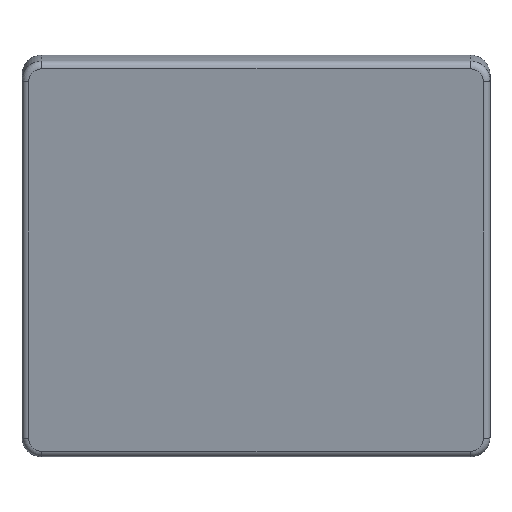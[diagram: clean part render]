
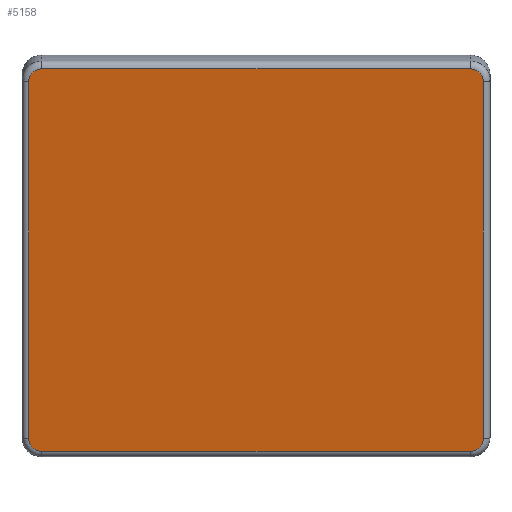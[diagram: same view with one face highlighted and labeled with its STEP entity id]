
A CAD part, top view. The second image highlights one B-rep face of the part: STEP entity #5158.
In plain terms, the highlighted planar face has unit normal (0, -0.174, 0.985).
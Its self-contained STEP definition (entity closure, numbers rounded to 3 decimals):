
#256 = EDGE_CURVE ( 'NONE', #3722, #614, #4293, .T. ) ;
#350 = DIRECTION ( 'NONE',  ( 0., -0.985, -0.174 ) ) ;
#388 = DIRECTION ( 'NONE',  ( -1., 0., 0. ) ) ;
#614 = VERTEX_POINT ( 'NONE', #2782 ) ;
#631 = DIRECTION ( 'NONE',  ( 0., -0.985, -0.174 ) ) ;
#798 = DIRECTION ( 'NONE',  ( 0., -0.174, 0.985 ) ) ;
#821 = VECTOR ( 'NONE', #388, 1000. ) ;
#951 = AXIS2_PLACEMENT_3D ( 'NONE', #1177, #2544, #631 ) ;
#1128 = VECTOR ( 'NONE', #5799, 1000. ) ;
#1177 = CARTESIAN_POINT ( 'NONE',  ( -64.5, -54.937, 20.994 ) ) ;
#1208 = LINE ( 'NONE', #2510, #1128 ) ;
#1466 = ORIENTED_EDGE ( 'NONE', *, *, #2404, .T. ) ;
#1494 = PLANE ( 'NONE',  #3894 ) ;
#1529 = ORIENTED_EDGE ( 'NONE', *, *, #256, .T. ) ;
#1548 = CARTESIAN_POINT ( 'NONE',  ( 68.4, 52.407, 39.922 ) ) ;
#1694 = ORIENTED_EDGE ( 'NONE', *, *, #4295, .T. ) ;
#1770 = CIRCLE ( 'NONE', #8029, 3.9 ) ;
#1864 = DIRECTION ( 'NONE',  ( 0., -0.174, 0.985 ) ) ;
#1871 = EDGE_CURVE ( 'NONE', #3385, #6390, #6186, .T. ) ;
#2033 = CIRCLE ( 'NONE', #3757, 3.9 ) ;
#2293 = CARTESIAN_POINT ( 'NONE',  ( 64.5, -58.778, 20.317 ) ) ;
#2404 = EDGE_CURVE ( 'NONE', #614, #3385, #1770, .T. ) ;
#2418 = VERTEX_POINT ( 'NONE', #7335 ) ;
#2510 = CARTESIAN_POINT ( 'NONE',  ( -68.4, 52.407, 39.922 ) ) ;
#2544 = DIRECTION ( 'NONE',  ( 0., -0.174, 0.985 ) ) ;
#2646 = EDGE_CURVE ( 'NONE', #3969, #3910, #6745, .T. ) ;
#2702 = EDGE_CURVE ( 'NONE', #6109, #3722, #5358, .T. ) ;
#2737 = FACE_OUTER_BOUND ( 'NONE', #7754, .T. ) ;
#2782 = CARTESIAN_POINT ( 'NONE',  ( 64.5, -58.778, 20.317 ) ) ;
#3376 = AXIS2_PLACEMENT_3D ( 'NONE', #6581, #6079, #350 ) ;
#3385 = VERTEX_POINT ( 'NONE', #7741 ) ;
#3441 = CARTESIAN_POINT ( 'NONE',  ( 64.5, 56.248, 40.599 ) ) ;
#3722 = VERTEX_POINT ( 'NONE', #4960 ) ;
#3757 = AXIS2_PLACEMENT_3D ( 'NONE', #6994, #1864, #5820 ) ;
#3894 = AXIS2_PLACEMENT_3D ( 'NONE', #6724, #4032, #5966 ) ;
#3910 = VERTEX_POINT ( 'NONE', #4453 ) ;
#3922 = DIRECTION ( 'NONE',  ( 0., -0.985, -0.174 ) ) ;
#3969 = VERTEX_POINT ( 'NONE', #3441 ) ;
#4032 = DIRECTION ( 'NONE',  ( 0., -0.174, 0.985 ) ) ;
#4093 = DIRECTION ( 'NONE',  ( 0., 0.985, 0.174 ) ) ;
#4293 = LINE ( 'NONE', #2293, #7024 ) ;
#4295 = EDGE_CURVE ( 'NONE', #6390, #3969, #2033, .T. ) ;
#4453 = CARTESIAN_POINT ( 'NONE',  ( -64.5, 56.248, 40.599 ) ) ;
#4498 = ORIENTED_EDGE ( 'NONE', *, *, #2702, .T. ) ;
#4960 = CARTESIAN_POINT ( 'NONE',  ( -64.5, -58.778, 20.317 ) ) ;
#5158 = ADVANCED_FACE ( 'NONE', ( #2737 ), #1494, .T. ) ;
#5259 = CARTESIAN_POINT ( 'NONE',  ( 68.4, 52.407, 39.922 ) ) ;
#5358 = CIRCLE ( 'NONE', #951, 3.9 ) ;
#5416 = ORIENTED_EDGE ( 'NONE', *, *, #2646, .T. ) ;
#5594 = EDGE_CURVE ( 'NONE', #3910, #2418, #6988, .T. ) ;
#5799 = DIRECTION ( 'NONE',  ( 0., -0.985, -0.174 ) ) ;
#5820 = DIRECTION ( 'NONE',  ( 0., -0.985, -0.174 ) ) ;
#5949 = CARTESIAN_POINT ( 'NONE',  ( 64.5, -54.937, 20.994 ) ) ;
#5966 = DIRECTION ( 'NONE',  ( 0., -0.985, -0.174 ) ) ;
#6079 = DIRECTION ( 'NONE',  ( 0., -0.174, 0.985 ) ) ;
#6109 = VERTEX_POINT ( 'NONE', #6113 ) ;
#6113 = CARTESIAN_POINT ( 'NONE',  ( -68.4, -54.937, 20.994 ) ) ;
#6116 = CARTESIAN_POINT ( 'NONE',  ( -64.5, 56.248, 40.599 ) ) ;
#6186 = LINE ( 'NONE', #1548, #6522 ) ;
#6280 = EDGE_CURVE ( 'NONE', #2418, #6109, #1208, .T. ) ;
#6390 = VERTEX_POINT ( 'NONE', #5259 ) ;
#6522 = VECTOR ( 'NONE', #4093, 1000. ) ;
#6581 = CARTESIAN_POINT ( 'NONE',  ( -64.5, 52.407, 39.922 ) ) ;
#6724 = CARTESIAN_POINT ( 'NONE',  ( 64.5, 52.407, 39.922 ) ) ;
#6745 = LINE ( 'NONE', #6116, #821 ) ;
#6988 = CIRCLE ( 'NONE', #3376, 3.9 ) ;
#6994 = CARTESIAN_POINT ( 'NONE',  ( 64.5, 52.407, 39.922 ) ) ;
#7024 = VECTOR ( 'NONE', #7401, 1000. ) ;
#7201 = ORIENTED_EDGE ( 'NONE', *, *, #5594, .T. ) ;
#7214 = ORIENTED_EDGE ( 'NONE', *, *, #1871, .T. ) ;
#7335 = CARTESIAN_POINT ( 'NONE',  ( -68.4, 52.407, 39.922 ) ) ;
#7401 = DIRECTION ( 'NONE',  ( 1., 0., 0. ) ) ;
#7741 = CARTESIAN_POINT ( 'NONE',  ( 68.4, -54.937, 20.994 ) ) ;
#7754 = EDGE_LOOP ( 'NONE', ( #1529, #1466, #7214, #1694, #5416, #7201, #7955, #4498 ) ) ;
#7955 = ORIENTED_EDGE ( 'NONE', *, *, #6280, .T. ) ;
#8029 = AXIS2_PLACEMENT_3D ( 'NONE', #5949, #798, #3922 ) ;
